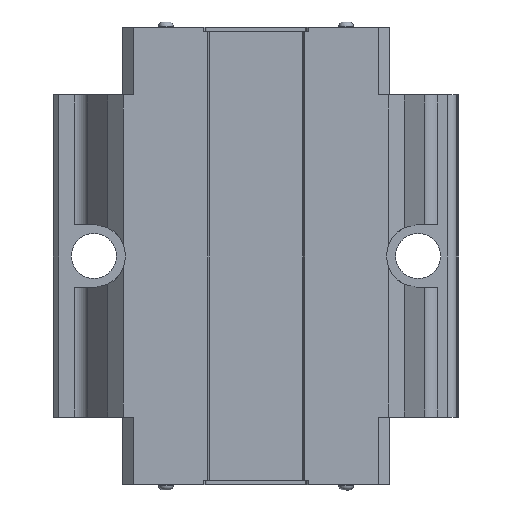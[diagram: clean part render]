
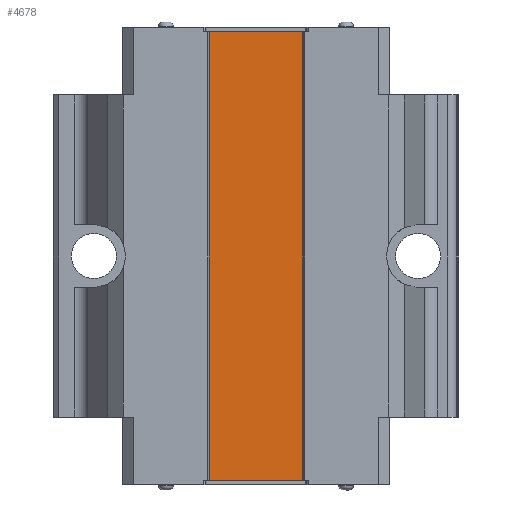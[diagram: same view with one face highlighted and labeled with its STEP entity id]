
A CAD part, front view. The second image highlights one B-rep face of the part: STEP entity #4678.
In plain terms, the highlighted planar face has unit normal (0, -1, 0).
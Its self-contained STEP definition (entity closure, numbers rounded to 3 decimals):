
#1731 = CARTESIAN_POINT ( 'NONE',  ( -11.259, -0.1, 14. ) ) ;
#1740 = DIRECTION ( 'NONE',  ( 0., 0., 1. ) ) ;
#1741 = VECTOR ( 'NONE', #1740, 1000. ) ;
#1742 = CARTESIAN_POINT ( 'NONE',  ( 11.259, -0.1, 14. ) ) ;
#1743 = LINE ( 'NONE', #1742, #1741 ) ;
#1786 = CARTESIAN_POINT ( 'NONE',  ( 11.259, -0.1, -85.5 ) ) ;
#1838 = CARTESIAN_POINT ( 'NONE',  ( 11.259, -0.1, 14. ) ) ;
#1880 = DIRECTION ( 'NONE',  ( 1., 0., 0. ) ) ;
#1881 = VECTOR ( 'NONE', #1880, 1000. ) ;
#1882 = CARTESIAN_POINT ( 'NONE',  ( 0., -0.1, 14. ) ) ;
#1883 = LINE ( 'NONE', #1882, #1881 ) ;
#2050 = DIRECTION ( 'NONE',  ( 1., 0., 0. ) ) ;
#2051 = VECTOR ( 'NONE', #2050, 1000. ) ;
#2052 = CARTESIAN_POINT ( 'NONE',  ( 0., -0.1, -85.5 ) ) ;
#2053 = LINE ( 'NONE', #2052, #2051 ) ;
#2054 = DIRECTION ( 'NONE',  ( 0., 0., -1. ) ) ;
#2055 = DIRECTION ( 'NONE',  ( 0., -1., 0. ) ) ;
#2056 = CARTESIAN_POINT ( 'NONE',  ( -11.259, -0.1, 14. ) ) ;
#2057 = AXIS2_PLACEMENT_3D ( 'NONE', #2056, #2055, #2054 ) ;
#2058 = PLANE ( 'NONE',  #2057 ) ;
#2059 = FACE_OUTER_BOUND ( 'NONE', #4679, .T. ) ;
#2829 = DIRECTION ( 'NONE',  ( 0., 0., -1. ) ) ;
#2830 = VECTOR ( 'NONE', #2829, 1000. ) ;
#2831 = CARTESIAN_POINT ( 'NONE',  ( -11.259, -0.1, 14. ) ) ;
#2832 = LINE ( 'NONE', #2831, #2830 ) ;
#2890 = CARTESIAN_POINT ( 'NONE',  ( -11.259, -0.1, -85.5 ) ) ;
#4517 = EDGE_CURVE ( 'NONE', #4558, #4565, #1743, .T. ) ;
#4525 = VERTEX_POINT ( 'NONE', #1731 ) ;
#4558 = VERTEX_POINT ( 'NONE', #1786 ) ;
#4565 = VERTEX_POINT ( 'NONE', #1838 ) ;
#4606 = ORIENTED_EDGE ( 'NONE', *, *, #4517, .T. ) ;
#4607 = ORIENTED_EDGE ( 'NONE', *, *, #4608, .F. ) ;
#4608 = EDGE_CURVE ( 'NONE', #4525, #4565, #1883, .T. ) ;
#4645 = ORIENTED_EDGE ( 'NONE', *, *, #5185, .T. ) ;
#4678 = ADVANCED_FACE ( 'NONE', ( #2059 ), #2058, .T. ) ;
#4679 = EDGE_LOOP ( 'NONE', ( #4680, #4606, #4607, #4645 ) ) ;
#4680 = ORIENTED_EDGE ( 'NONE', *, *, #4681, .T. ) ;
#4681 = EDGE_CURVE ( 'NONE', #5188, #4558, #2053, .T. ) ;
#5185 = EDGE_CURVE ( 'NONE', #4525, #5188, #2832, .T. ) ;
#5188 = VERTEX_POINT ( 'NONE', #2890 ) ;
